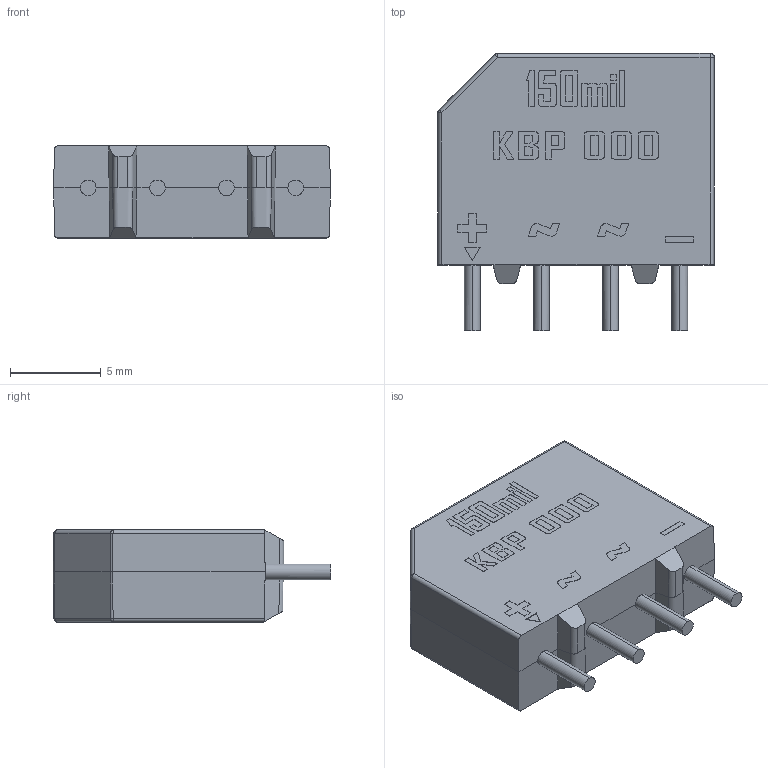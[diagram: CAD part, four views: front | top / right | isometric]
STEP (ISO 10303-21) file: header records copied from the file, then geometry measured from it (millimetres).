
FILE_DESCRIPTION (( 'STEP AP214' ), '1' );
FILE_NAME ('KBP___KBP__.STEP', '2023-03-01T20:59:54', ( '' ), ( '' ), 'SwSTEP 2.0', 'SolidWorks 2020', '' );
FILE_SCHEMA (( 'AUTOMOTIVE_DESIGN' ));
Length unit declared in the file: millimetre
Products named in the file (1): KBP___KBP__
Bounding box: 15.24 x 15.3 x 5.08 mm (x, y, z)
Volume: 891.3 mm3; surface area: 653.9 mm2
Topology: 1 solids, 1 shells, 287 faces, 750 edges, 490 vertices
Faces by surface type: plane 210, bspline 41, cylinder 30, sphere 6
Entity records: 13051 total; most frequent: CARTESIAN_POINT 3176, ORIENTED_EDGE 1500, DIRECTION 1151, EDGE_CURVE 750, LINE 605, VECTOR 605, VERTEX_POINT 490, EDGE_LOOP 312
